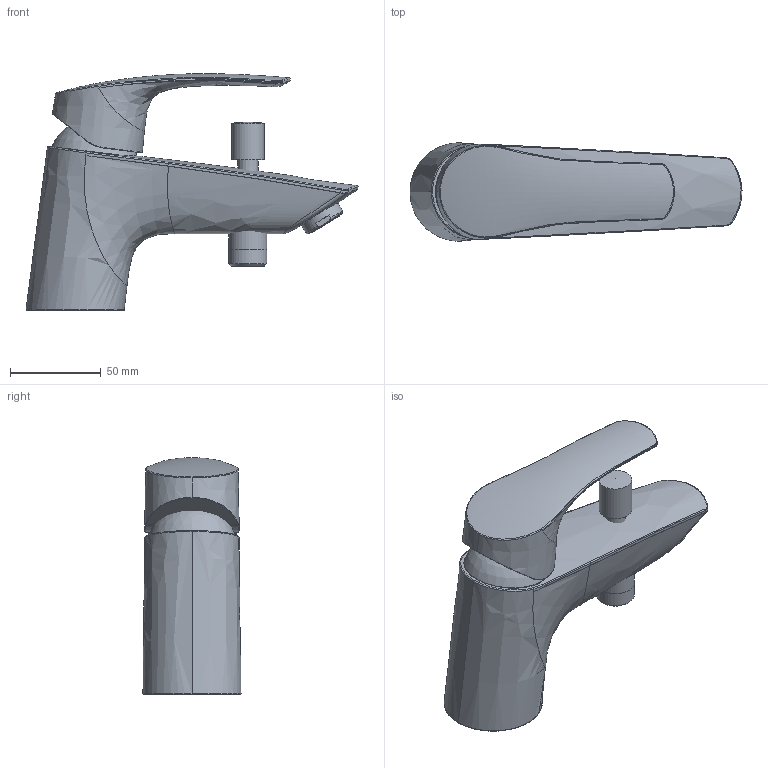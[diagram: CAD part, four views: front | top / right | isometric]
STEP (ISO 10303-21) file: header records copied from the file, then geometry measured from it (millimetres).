
FILE_DESCRIPTION(/* description */ ('Unknown'),/* implementation_level */ '2;1');
FILE_NAME(/* name */ '33412003',/* time_stamp */ '2022-09-08T09:13:35+02:00',/* author */ ('Unknown'),/* organization */ ('GROHE AG'),/* preprocessor_version */ 'ST-DEVELOPER v16.7',/* originating_system */ 'DEX',/* authorisation */ $);
FILE_SCHEMA (('AUTOMOTIVE_DESIGN {1 0 10303 214 3 1 1}'));
Length unit declared in the file: millimetre
Products named in the file (4): 33412003; id11; 02.8461.0; 50.9697.1_Standard
Assembly tree (3 placements, depth 2):
  33412003
    id11
    02.8461.0
    50.9697.1_Standard
Bounding box: 182.43 x 53.92 x 129.99 mm (x, y, z)
Surface area: 58663.4 mm2 (no closed solid volume)
Topology: 0 solids, 18 shells, 610 faces, 2167 edges, 1542 vertices
Faces by surface type: plane 276, cylinder 128, cone 79, bspline 77, torus 48, sphere 2
Full cylindrical faces by diameter (mm): 14.8 x1, 15 x1, 16 x1, 16.6 x1, 17.3 x1, 18 x2, 20.1 x2, 20.955 x2, 23.6 x1, 23.87 x1, 45.8 x1, 47.281 x1
Entity records: 38445 total; most frequent: CARTESIAN_POINT 19027, ORIENTED_EDGE 3483, DIRECTION 2620, EDGE_CURVE 2106, VERTEX_POINT 1519, B_SPLINE_CURVE_WITH_KNOTS 1049, AXIS2_PLACEMENT_3D 1026, EDGE_LOOP 689
